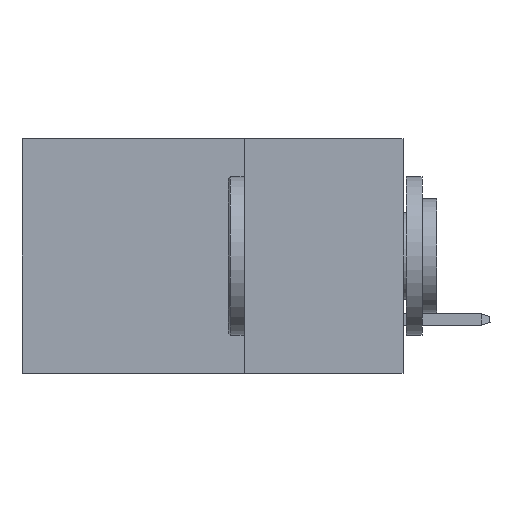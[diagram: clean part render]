
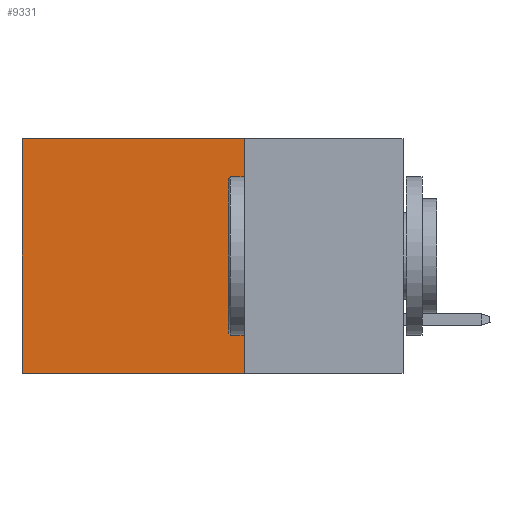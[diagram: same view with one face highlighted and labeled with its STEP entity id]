
A CAD part, left-side view. The second image highlights one B-rep face of the part: STEP entity #9331.
In plain terms, the highlighted planar face has unit normal (-1, 0, 0).
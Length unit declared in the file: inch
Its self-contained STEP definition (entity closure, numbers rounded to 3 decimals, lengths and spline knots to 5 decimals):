
#1990 = EDGE_CURVE ( 'NONE', #31061, #5955, #14330, .T. ) ;
#2260 = LINE ( 'NONE', #14350, #21824 ) ;
#2479 = VECTOR ( 'NONE', #2808, 39.37008 ) ;
#2808 = DIRECTION ( 'NONE',  ( 0., 0., -1. ) ) ;
#4696 = CARTESIAN_POINT ( 'NONE',  ( 0.2875, 0.25, 0. ) ) ;
#5253 = DIRECTION ( 'NONE',  ( 0., 1., 0. ) ) ;
#5955 = VERTEX_POINT ( 'NONE', #19170 ) ;
#8225 = CARTESIAN_POINT ( 'NONE',  ( 0.2875, 0.25, 0. ) ) ;
#8312 = ORIENTED_EDGE ( 'NONE', *, *, #1990, .F. ) ;
#8962 = CARTESIAN_POINT ( 'NONE',  ( 0.2875, 0.6, 0. ) ) ;
#9331 = ADVANCED_FACE ( 'NONE', ( #29039 ), #10262, .F. ) ;
#10262 = PLANE ( 'NONE',  #18477 ) ;
#10452 = DIRECTION ( 'NONE',  ( 1., 0., 0. ) ) ;
#10579 = CARTESIAN_POINT ( 'NONE',  ( 0.2875, 0.25, 0. ) ) ;
#11359 = DIRECTION ( 'NONE',  ( 0., 0., -1. ) ) ;
#14330 = LINE ( 'NONE', #10579, #34852 ) ;
#14350 = CARTESIAN_POINT ( 'NONE',  ( 0.2875, 0.25, -0.37 ) ) ;
#15990 = CARTESIAN_POINT ( 'NONE',  ( 0.2875, 0.6, 0. ) ) ;
#16706 = EDGE_CURVE ( 'NONE', #39074, #21379, #21048, .T. ) ;
#17975 = EDGE_LOOP ( 'NONE', ( #23767, #26563, #8312, #38734 ) ) ;
#18477 = AXIS2_PLACEMENT_3D ( 'NONE', #4696, #10452, #34402 ) ;
#19170 = CARTESIAN_POINT ( 'NONE',  ( 0.2875, 0.25, -0.37 ) ) ;
#19697 = CARTESIAN_POINT ( 'NONE',  ( 0.2875, 0.25, 0. ) ) ;
#21048 = LINE ( 'NONE', #8962, #2479 ) ;
#21379 = VERTEX_POINT ( 'NONE', #35686 ) ;
#21824 = VECTOR ( 'NONE', #27019, 39.37008 ) ;
#23767 = ORIENTED_EDGE ( 'NONE', *, *, #16706, .T. ) ;
#26259 = LINE ( 'NONE', #8225, #33886 ) ;
#26563 = ORIENTED_EDGE ( 'NONE', *, *, #36470, .F. ) ;
#27019 = DIRECTION ( 'NONE',  ( 0., 1., 0. ) ) ;
#29039 = FACE_OUTER_BOUND ( 'NONE', #17975, .T. ) ;
#31061 = VERTEX_POINT ( 'NONE', #19697 ) ;
#33886 = VECTOR ( 'NONE', #5253, 39.37008 ) ;
#34402 = DIRECTION ( 'NONE',  ( 0., 0., -1. ) ) ;
#34852 = VECTOR ( 'NONE', #11359, 39.37008 ) ;
#35686 = CARTESIAN_POINT ( 'NONE',  ( 0.2875, 0.6, -0.37 ) ) ;
#36470 = EDGE_CURVE ( 'NONE', #5955, #21379, #2260, .T. ) ;
#37775 = EDGE_CURVE ( 'NONE', #31061, #39074, #26259, .T. ) ;
#38734 = ORIENTED_EDGE ( 'NONE', *, *, #37775, .T. ) ;
#39074 = VERTEX_POINT ( 'NONE', #15990 ) ;
